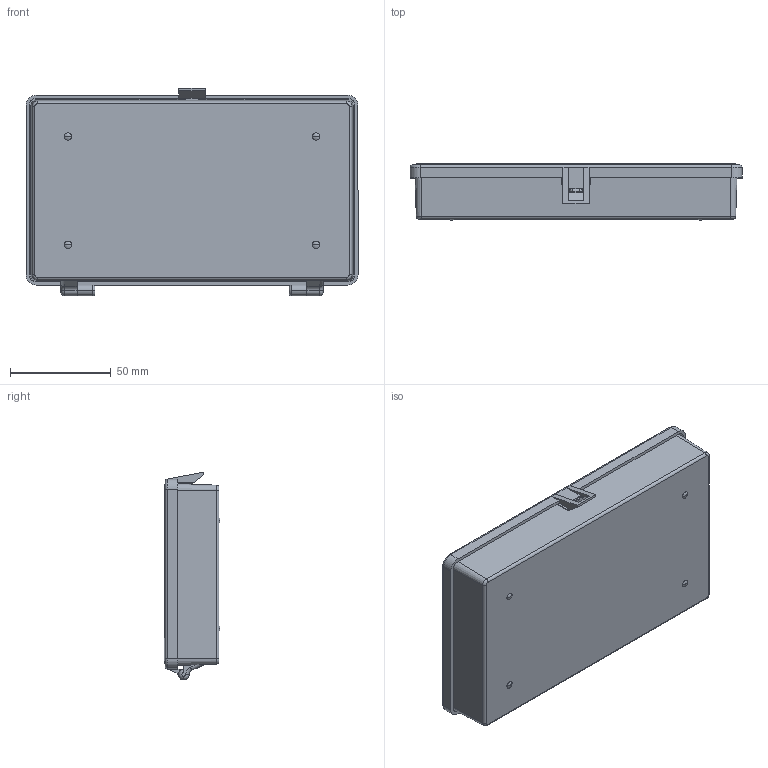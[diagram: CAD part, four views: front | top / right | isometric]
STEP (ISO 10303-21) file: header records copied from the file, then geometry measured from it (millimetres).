
FILE_DESCRIPTION (( 'STEP AP214' ), '1' );
FILE_NAME ('BA1200K.STEP', '2013-10-09T19:31:51', ( 'x' ), ( '' ), 'SwSTEP 2.0', 'SolidWorks 2012', '' );
FILE_SCHEMA (( 'AUTOMOTIVE_DESIGN' ));
Length unit declared in the file: inch
Products named in the file (3): BA1200K-MA2; BA1200K-MA1; BA1200K
Assembly tree (2 placements, depth 2):
  BA1200K
    BA1200K-MA1
    BA1200K-MA2
Bounding box: 165.1 x 27.84 x 103.28 mm (x, y, z)
Volume: 83441.4 mm3; surface area: 108862.5 mm2
Topology: 2 solids, 2 shells, 228 faces, 583 edges, 359 vertices
Faces by surface type: plane 98, cylinder 71, torus 35, sphere 16, cone 8
Entity records: 7157 total; most frequent: CARTESIAN_POINT 1233, DIRECTION 1205, ORIENTED_EDGE 1122, EDGE_CURVE 561, AXIS2_PLACEMENT_3D 439, VERTEX_POINT 355, LINE 327, VECTOR 327
